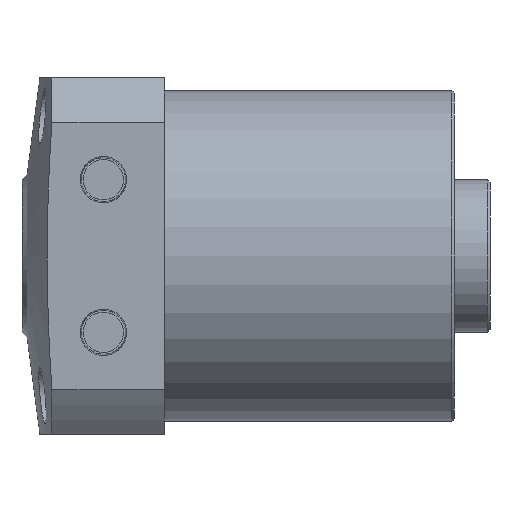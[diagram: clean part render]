
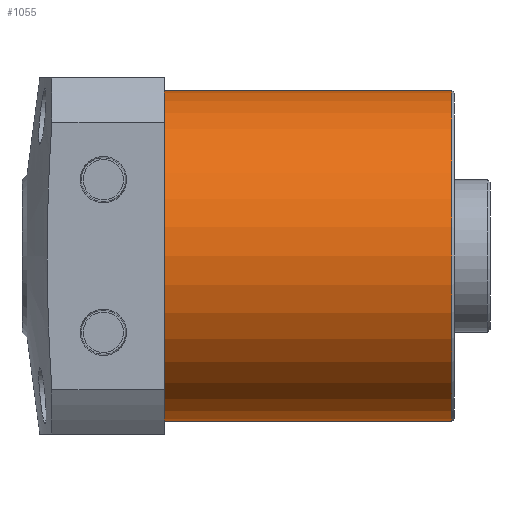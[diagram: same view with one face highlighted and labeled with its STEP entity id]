
A CAD part, left-side view. The second image highlights one B-rep face of the part: STEP entity #1055.
In plain terms, the highlighted cylindrical face has radius 32.5 mm (diameter 65 mm), a partial arc.
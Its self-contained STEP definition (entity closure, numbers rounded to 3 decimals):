
#73 = LINE ( 'NONE', #472, #75 ) ;
#74 = LINE ( 'NONE', #1087, #77 ) ;
#75 = VECTOR ( 'NONE', #466, 1000. ) ;
#77 = VECTOR ( 'NONE', #1088, 1000. ) ;
#116 = CIRCLE ( 'NONE', #1828, 32.5 ) ;
#120 = CIRCLE ( 'NONE', #1829, 32.5 ) ;
#466 = DIRECTION ( 'NONE',  ( 0., -1., 0. ) ) ;
#472 = CARTESIAN_POINT ( 'NONE',  ( 0., 57., 32.5 ) ) ;
#590 = EDGE_LOOP ( 'NONE', ( #1379, #1378, #1377, #1376 ) ) ;
#647 = VERTEX_POINT ( 'NONE', #1337 ) ;
#650 = VERTEX_POINT ( 'NONE', #1326 ) ;
#665 = VERTEX_POINT ( 'NONE', #1364 ) ;
#764 = FACE_OUTER_BOUND ( 'NONE', #590, .T. ) ;
#769 = CYLINDRICAL_SURFACE ( 'NONE', #2220, 32.5 ) ;
#822 = DIRECTION ( 'NONE',  ( 0., 0., -1. ) ) ;
#824 = DIRECTION ( 'NONE',  ( 0., -1., 0. ) ) ;
#825 = CARTESIAN_POINT ( 'NONE',  ( 0., 57., 0. ) ) ;
#1055 = ADVANCED_FACE ( 'NONE', ( #764 ), #769, .T. ) ;
#1087 = CARTESIAN_POINT ( 'NONE',  ( 0., 57., -32.5 ) ) ;
#1088 = DIRECTION ( 'NONE',  ( 0., -1., 0. ) ) ;
#1189 = CARTESIAN_POINT ( 'NONE',  ( 0., 57., 0. ) ) ;
#1190 = DIRECTION ( 'NONE',  ( 0., -1., 0. ) ) ;
#1191 = DIRECTION ( 'NONE',  ( 0., 0., -1. ) ) ;
#1195 = CARTESIAN_POINT ( 'NONE',  ( 0., 0.5, 0. ) ) ;
#1196 = DIRECTION ( 'NONE',  ( 0., 1., 0. ) ) ;
#1197 = DIRECTION ( 'NONE',  ( 0., 0., 1. ) ) ;
#1326 = CARTESIAN_POINT ( 'NONE',  ( 0., 0.5, 32.5 ) ) ;
#1337 = CARTESIAN_POINT ( 'NONE',  ( 0., 57., -32.5 ) ) ;
#1364 = CARTESIAN_POINT ( 'NONE',  ( 0., 57., 32.5 ) ) ;
#1376 = ORIENTED_EDGE ( 'NONE', *, *, #2521, .T. ) ;
#1377 = ORIENTED_EDGE ( 'NONE', *, *, #2486, .T. ) ;
#1378 = ORIENTED_EDGE ( 'NONE', *, *, #2518, .T. ) ;
#1379 = ORIENTED_EDGE ( 'NONE', *, *, #2485, .F. ) ;
#1528 = VERTEX_POINT ( 'NONE', #2327 ) ;
#1828 = AXIS2_PLACEMENT_3D ( 'NONE', #1189, #1190, #1191 ) ;
#1829 = AXIS2_PLACEMENT_3D ( 'NONE', #1195, #1196, #1197 ) ;
#2220 = AXIS2_PLACEMENT_3D ( 'NONE', #825, #824, #822 ) ;
#2327 = CARTESIAN_POINT ( 'NONE',  ( 0., 0.5, -32.5 ) ) ;
#2485 = EDGE_CURVE ( 'NONE', #665, #650, #73, .T. ) ;
#2486 = EDGE_CURVE ( 'NONE', #647, #1528, #74, .T. ) ;
#2518 = EDGE_CURVE ( 'NONE', #665, #647, #116, .T. ) ;
#2521 = EDGE_CURVE ( 'NONE', #1528, #650, #120, .T. ) ;
